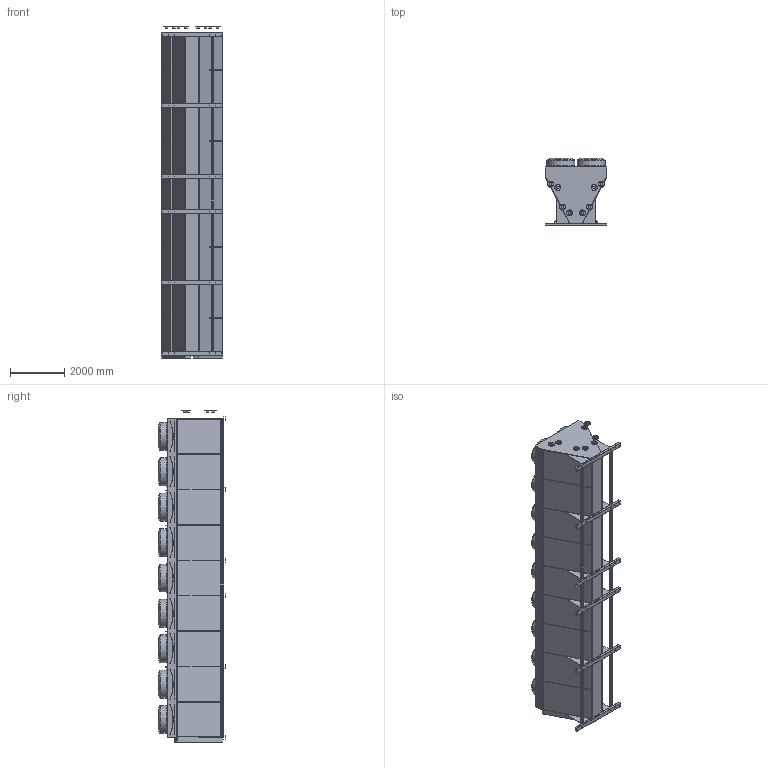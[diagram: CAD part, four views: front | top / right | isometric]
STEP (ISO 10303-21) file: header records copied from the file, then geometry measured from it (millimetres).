
FILE_DESCRIPTION (( 'STEP AP203' ), '1' );
FILE_NAME ('VDD_9MOD_4IN4OUT_SS.STEP', '2018-10-08T14:04:10', ( 'Alfa Laval' ), ( 'Alfa Laval' ), 'SwSTEP 2.0', 'SolidWorks 2016', '' );
FILE_SCHEMA (( 'CONFIG_CONTROL_DESIGN' ));
Length unit declared in the file: millimetre
Products named in the file (3): V-TYPE2_LIGHT_BODY_9MOD-SS; V-TYPE2_LIGHT_VDD_FLANGE_CONN_SS_4IN_4OUT; VDD_9MOD_4IN4OUT_SS
Assembly tree (2 placements, depth 2):
  VDD_9MOD_4IN4OUT_SS
    V-TYPE2_LIGHT_BODY_9MOD-SS
    V-TYPE2_LIGHT_VDD_FLANGE_CONN_SS_4IN_4OUT
Bounding box: 2280.43 x 2494.62 x 12292.5 mm (x, y, z)
Volume: 42356108744.3 mm3; surface area: 148431293.1 mm2
Topology: 21 solids, 21 shells, 2034 faces, 4816 edges, 3030 vertices
Faces by surface type: cylinder 908, plane 678, torus 286, sphere 144, cone 18
Full cylindrical faces by diameter (mm): 1 x72, 20 x72, 40 x8, 100 x18, 108 x16, 220 x8, 1032 x18
Entity records: 57099 total; most frequent: DIRECTION 10982, CARTESIAN_POINT 9329, ORIENTED_EDGE 8668, AXIS2_PLACEMENT_3D 4609, EDGE_CURVE 4334, VERTEX_POINT 2956, EDGE_LOOP 2860, CIRCLE 2570
